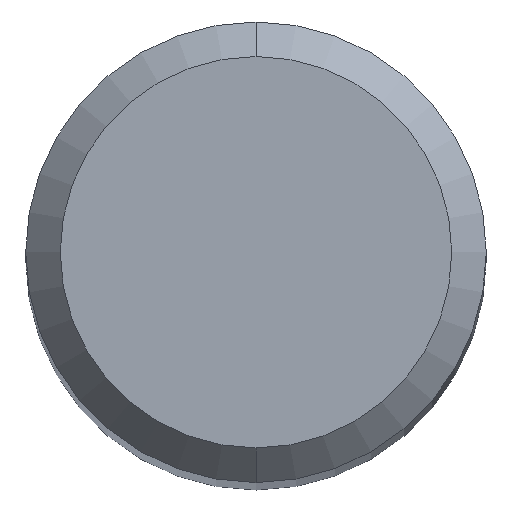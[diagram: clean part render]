
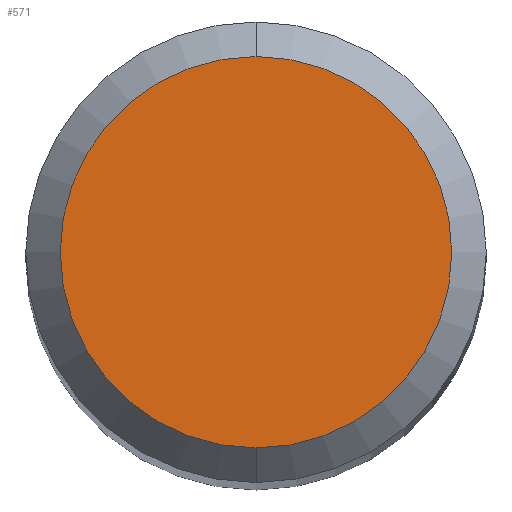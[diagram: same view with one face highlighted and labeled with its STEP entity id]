
A CAD part, top view. The second image highlights one B-rep face of the part: STEP entity #571.
In plain terms, the highlighted planar face has unit normal (0, 0, 1).
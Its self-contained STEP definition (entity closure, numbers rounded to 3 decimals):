
#487=VERTEX_POINT('',#1163);
#571=ADVANCED_FACE('',(#1252),#1253,.T.);
#643=EDGE_CURVE('',#487,#805,#1332,.T.);
#673=EDGE_CURVE('',#805,#487,#1366,.T.);
#805=VERTEX_POINT('',#1508);
#1163=CARTESIAN_POINT('',(0.,-1.7,0.0));
#1252=FACE_OUTER_BOUND('',#2576,.T.);
#1253=PLANE('',#2577);
#1332=CIRCLE('',#2768,1.7);
#1366=CIRCLE('',#2849,1.7);
#1508=CARTESIAN_POINT('',(0.0,1.7,0.0));
#2576=EDGE_LOOP('',(#4119,#4120));
#2577=AXIS2_PLACEMENT_3D('',#4121,#4122,#4123);
#2768=AXIS2_PLACEMENT_3D('',#4236,#4237,#4238);
#2849=AXIS2_PLACEMENT_3D('',#4287,#4288,#4289);
#4119=ORIENTED_EDGE('',*,*,#673,.F.);
#4120=ORIENTED_EDGE('',*,*,#643,.F.);
#4121=CARTESIAN_POINT('',(0.0,0.85,0.0));
#4122=DIRECTION('',(-0.0,0.0,1.0));
#4123=DIRECTION('',(0.0,-1.0,0.0));
#4236=CARTESIAN_POINT('',(0.0,0.0,0.0));
#4237=DIRECTION('',(0.0,0.0,-1.0));
#4238=DIRECTION('',(0.0,1.0,0.0));
#4287=CARTESIAN_POINT('',(0.0,0.0,0.0));
#4288=DIRECTION('',(0.0,0.0,-1.0));
#4289=DIRECTION('',(0.0,1.0,0.0));
